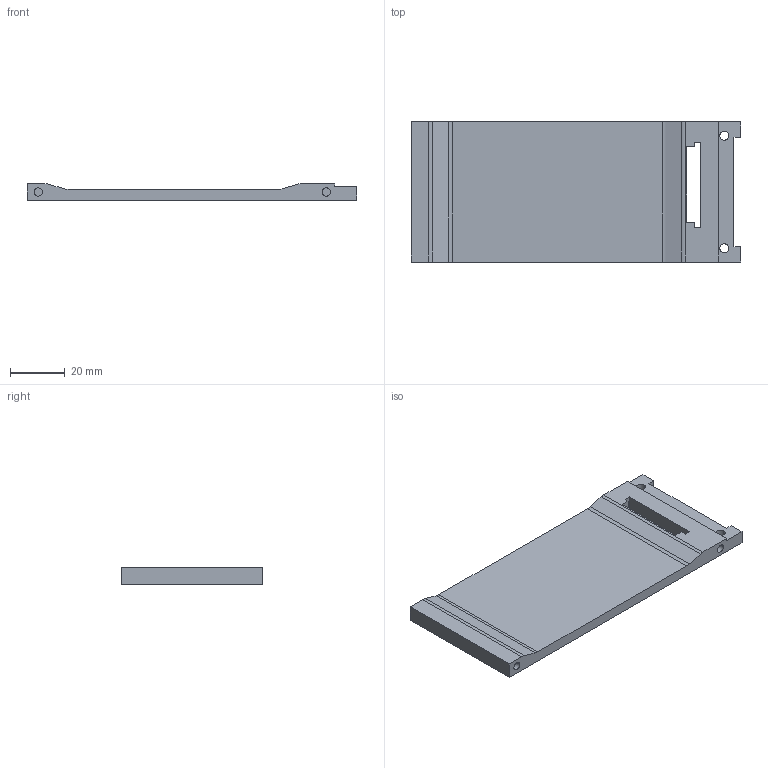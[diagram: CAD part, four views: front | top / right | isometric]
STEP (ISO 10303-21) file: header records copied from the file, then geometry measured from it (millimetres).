
FILE_DESCRIPTION (( 'STEP AP214' ), '1' );
FILE_NAME ('leftMini12864PanelMount Blank GBtLitchi.STEP', '2022-02-16T17:05:50', ( '' ), ( '' ), 'SwSTEP 2.0', 'SolidWorks 2018', '' );
FILE_SCHEMA (( 'AUTOMOTIVE_DESIGN' ));
Length unit declared in the file: millimetre
Products named in the file (1): leftMini12864PanelMount Blank GBtLitchi
Bounding box: 120 x 51 x 6 mm (x, y, z)
Volume: 25869.5 mm3; surface area: 14367.2 mm2
Topology: 1 solids, 1 shells, 44 faces, 114 edges, 76 vertices
Faces by surface type: plane 28, cylinder 16
Entity records: 1396 total; most frequent: DIRECTION 236, CARTESIAN_POINT 235, ORIENTED_EDGE 228, EDGE_CURVE 114, VECTOR 82, LINE 82, AXIS2_PLACEMENT_3D 77, VERTEX_POINT 76
